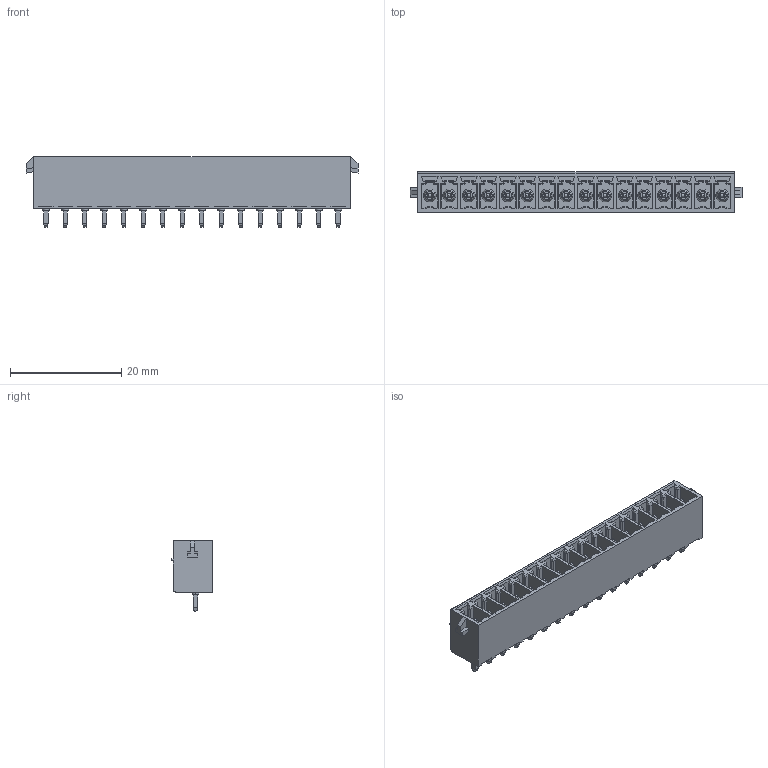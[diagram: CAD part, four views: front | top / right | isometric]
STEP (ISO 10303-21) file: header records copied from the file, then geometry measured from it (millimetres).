
FILE_DESCRIPTION(('Creo Elements/Direct Modeling STEP Export'),'2;1');
FILE_NAME('model.stp','2015-12-14T13:56:02',(''),(''),'Creo Elements/Direct Modeling STEP processor for AP214 (Solid Model)','Creo Elements/Direct Modeling 18.1G 27-Feb-2015 (C) Parametric Technology GmbH','');
FILE_SCHEMA(('AUTOMOTIVE_DESIGN { 1 0 10303 214 1 1 1 1 }'));
Length unit declared in the file: millimetre
Products named in the file (2): MCV-1.5-16-G-3.5-RN
Assembly tree (1 placements, depth 2):
  MCV-1.5-16-G-3.5-RN
    MCV-1.5-16-G-3.5-RN
Bounding box: 59.6 x 7.25 x 12.6 mm (x, y, z)
Volume: 2043.9 mm3; surface area: 4831.3 mm2
Topology: 1 solids, 1 shells, 1191 faces, 3181 edges, 2088 vertices
Faces by surface type: plane 949, cylinder 162, cone 48, torus 32
Entity records: 44785 total; most frequent: CARTESIAN_POINT 6557, ORIENTED_EDGE 6362, DIRECTION 5587, EDGE_CURVE 3181, VECTOR 2519, LINE 2519, VERTEX_POINT 2088, AXIS2_PLACEMENT_3D 1534
